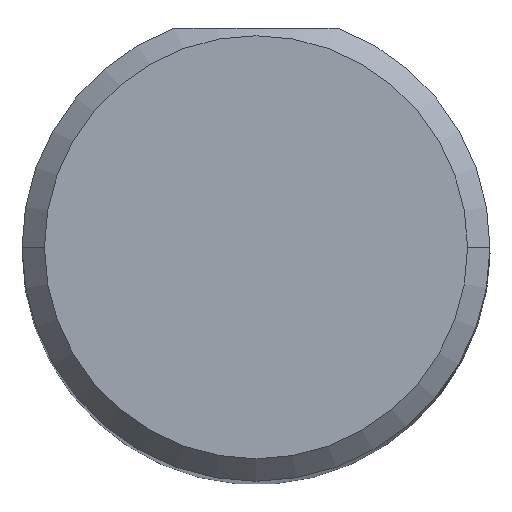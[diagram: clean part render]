
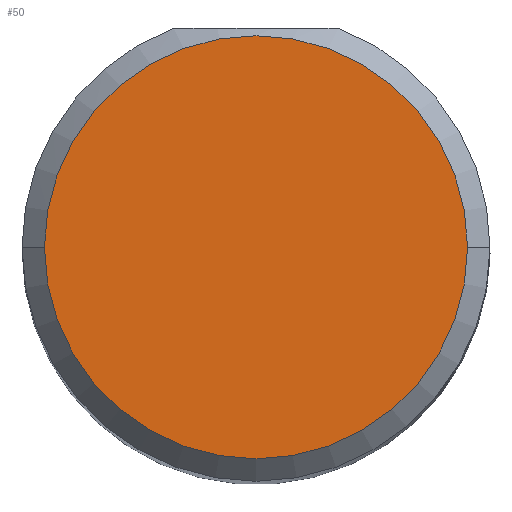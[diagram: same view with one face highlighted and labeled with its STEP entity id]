
A CAD part, top view. The second image highlights one B-rep face of the part: STEP entity #50.
In plain terms, the highlighted planar face has unit normal (0, 0, 1).
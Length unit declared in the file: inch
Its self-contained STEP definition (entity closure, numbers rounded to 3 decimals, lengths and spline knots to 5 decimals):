
#39 = CIRCLE ( 'NONE', #93, 0.14125 ) ;
#50 = ADVANCED_FACE ( 'NONE', ( #492 ), #92, .T. ) ;
#53 = DIRECTION ( 'NONE',  ( 0., 0., 1. ) ) ;
#60 = EDGE_CURVE ( 'NONE', #319, #498, #39, .T. ) ;
#92 = PLANE ( 'NONE',  #322 ) ;
#93 = AXIS2_PLACEMENT_3D ( 'NONE', #375, #372, #449 ) ;
#152 = CARTESIAN_POINT ( 'NONE',  ( 0., 0., 2.5 ) ) ;
#156 = EDGE_CURVE ( 'NONE', #498, #319, #315, .T. ) ;
#173 = DIRECTION ( 'NONE',  ( 1., 0., 0. ) ) ;
#204 = CARTESIAN_POINT ( 'NONE',  ( -0.14125, 0., 2.5 ) ) ;
#262 = CARTESIAN_POINT ( 'NONE',  ( 0., 0., 2.5 ) ) ;
#315 = CIRCLE ( 'NONE', #336, 0.14125 ) ;
#319 = VERTEX_POINT ( 'NONE', #204 ) ;
#322 = AXIS2_PLACEMENT_3D ( 'NONE', #262, #413, #173 ) ;
#328 = ORIENTED_EDGE ( 'NONE', *, *, #156, .T. ) ;
#336 = AXIS2_PLACEMENT_3D ( 'NONE', #152, #53, #458 ) ;
#349 = ORIENTED_EDGE ( 'NONE', *, *, #60, .T. ) ;
#372 = DIRECTION ( 'NONE',  ( 0., 0., 1. ) ) ;
#375 = CARTESIAN_POINT ( 'NONE',  ( 0., 0., 2.5 ) ) ;
#408 = CARTESIAN_POINT ( 'NONE',  ( 0.14125, 0., 2.5 ) ) ;
#413 = DIRECTION ( 'NONE',  ( 0., 0., 1. ) ) ;
#449 = DIRECTION ( 'NONE',  ( 1., 0., 0. ) ) ;
#458 = DIRECTION ( 'NONE',  ( 1., 0., 0. ) ) ;
#460 = EDGE_LOOP ( 'NONE', ( #349, #328 ) ) ;
#492 = FACE_OUTER_BOUND ( 'NONE', #460, .T. ) ;
#498 = VERTEX_POINT ( 'NONE', #408 ) ;
